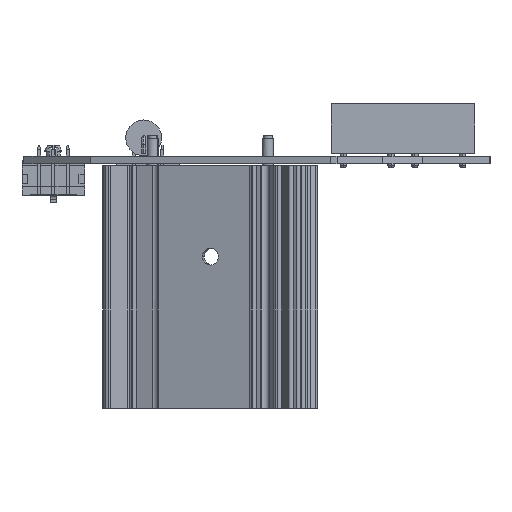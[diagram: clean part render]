
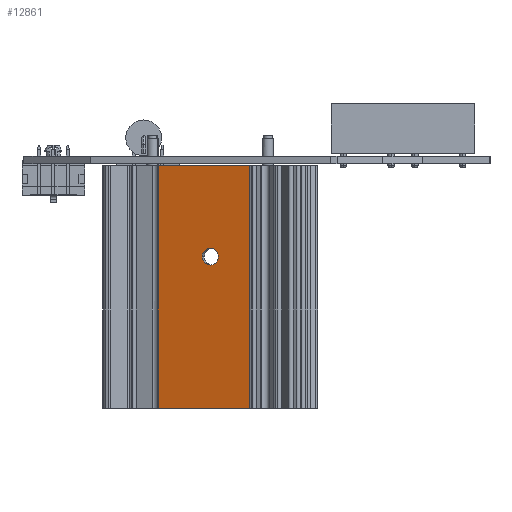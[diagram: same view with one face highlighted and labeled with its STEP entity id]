
A CAD part, left-side view. The second image highlights one B-rep face of the part: STEP entity #12861.
In plain terms, the highlighted face is planar.
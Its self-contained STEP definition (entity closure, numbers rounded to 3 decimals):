
#3283 = PLANE('',#3284);
#3284 = AXIS2_PLACEMENT_3D('',#3285,#3286,#3287);
#3285 = CARTESIAN_POINT('',(5.3,2.7,0.35));
#3286 = DIRECTION('',(0.,0.,1.));
#3287 = DIRECTION('',(1.,0.,0.));
#6791 = CYLINDRICAL_SURFACE('',#6792,1.156);
#6792 = AXIS2_PLACEMENT_3D('',#6793,#6794,#6795);
#6793 = CARTESIAN_POINT('',(-7.4,2.7,0.35));
#6794 = DIRECTION('',(0.,0.,1.));
#6795 = DIRECTION('',(1.,0.,0.));
#6832 = VERTEX_POINT('',#6833);
#6833 = CARTESIAN_POINT('',(-6.244,2.7,0.35));
#6859 = EDGE_CURVE('',#6832,#6860,#6862,.T.);
#6860 = VERTEX_POINT('',#6861);
#6861 = CARTESIAN_POINT('',(16.844,2.7,0.35));
#6862 = SURFACE_CURVE('',#6863,(#6867,#6874),.PCURVE_S1.);
#6863 = LINE('',#6864,#6865);
#6864 = CARTESIAN_POINT('',(-6.244,2.7,0.35));
#6865 = VECTOR('',#6866,1.);
#6866 = DIRECTION('',(1.,0.,0.));
#6867 = PCURVE('',#3283,#6868);
#6868 = DEFINITIONAL_REPRESENTATION('',(#6869),#6873);
#6869 = LINE('',#6870,#6871);
#6870 = CARTESIAN_POINT('',(-11.544,0.));
#6871 = VECTOR('',#6872,1.);
#6872 = DIRECTION('',(1.,0.));
#6873 = ( GEOMETRIC_REPRESENTATION_CONTEXT(2) 
PARAMETRIC_REPRESENTATION_CONTEXT() REPRESENTATION_CONTEXT('2D SPACE',''
  ) );
#6874 = PCURVE('',#6875,#6880);
#6875 = PLANE('',#6876);
#6876 = AXIS2_PLACEMENT_3D('',#6877,#6878,#6879);
#6877 = CARTESIAN_POINT('',(-7.146,2.7,0.35));
#6878 = DIRECTION('',(0.,-1.,0.));
#6879 = DIRECTION('',(1.,0.,0.));
#6880 = DEFINITIONAL_REPRESENTATION('',(#6881),#6885);
#6881 = LINE('',#6882,#6883);
#6882 = CARTESIAN_POINT('',(0.902,0.));
#6883 = VECTOR('',#6884,1.);
#6884 = DIRECTION('',(1.,0.));
#6885 = ( GEOMETRIC_REPRESENTATION_CONTEXT(2) 
PARAMETRIC_REPRESENTATION_CONTEXT() REPRESENTATION_CONTEXT('2D SPACE',''
  ) );
#6908 = CYLINDRICAL_SURFACE('',#6909,1.156);
#6909 = AXIS2_PLACEMENT_3D('',#6910,#6911,#6912);
#6910 = CARTESIAN_POINT('',(18.,2.7,0.35));
#6911 = DIRECTION('',(0.,-0.,-1.));
#6912 = DIRECTION('',(-1.,0.,-0.));
#8295 = PLANE('',#8296);
#8296 = AXIS2_PLACEMENT_3D('',#8297,#8298,#8299);
#8297 = CARTESIAN_POINT('',(5.3,2.7,51.15));
#8298 = DIRECTION('',(0.,0.,1.));
#8299 = DIRECTION('',(1.,0.,0.));
#12013 = CYLINDRICAL_SURFACE('',#12014,1.778);
#12014 = AXIS2_PLACEMENT_3D('',#12015,#12016,#12017);
#12015 = CARTESIAN_POINT('',(5.3,2.7,19.4));
#12016 = DIRECTION('',(0.,-1.,0.));
#12017 = DIRECTION('',(1.,0.,0.));
#12040 = CYLINDRICAL_SURFACE('',#12041,1.778);
#12041 = AXIS2_PLACEMENT_3D('',#12042,#12043,#12044);
#12042 = CARTESIAN_POINT('',(5.3,2.7,19.4));
#12043 = DIRECTION('',(0.,-1.,0.));
#12044 = DIRECTION('',(1.,0.,0.));
#12658 = VERTEX_POINT('',#12659);
#12659 = CARTESIAN_POINT('',(16.844,2.7,51.15));
#12689 = EDGE_CURVE('',#12658,#6860,#12690,.T.);
#12690 = SURFACE_CURVE('',#12691,(#12695,#12702),.PCURVE_S1.);
#12691 = LINE('',#12692,#12693);
#12692 = CARTESIAN_POINT('',(16.844,2.7,51.15));
#12693 = VECTOR('',#12694,1.);
#12694 = DIRECTION('',(0.,-0.,-1.));
#12695 = PCURVE('',#6908,#12696);
#12696 = DEFINITIONAL_REPRESENTATION('',(#12697),#12701);
#12697 = LINE('',#12698,#12699);
#12698 = CARTESIAN_POINT('',(0.,-50.8));
#12699 = VECTOR('',#12700,1.);
#12700 = DIRECTION('',(0.,1.));
#12701 = ( GEOMETRIC_REPRESENTATION_CONTEXT(2) 
PARAMETRIC_REPRESENTATION_CONTEXT() REPRESENTATION_CONTEXT('2D SPACE',''
  ) );
#12702 = PCURVE('',#6875,#12703);
#12703 = DEFINITIONAL_REPRESENTATION('',(#12704),#12708);
#12704 = LINE('',#12705,#12706);
#12705 = CARTESIAN_POINT('',(23.99,50.8));
#12706 = VECTOR('',#12707,1.);
#12707 = DIRECTION('',(0.,-1.));
#12708 = ( GEOMETRIC_REPRESENTATION_CONTEXT(2) 
PARAMETRIC_REPRESENTATION_CONTEXT() REPRESENTATION_CONTEXT('2D SPACE',''
  ) );
#12861 = ADVANCED_FACE('',(#12862,#12910),#6875,.T.);
#12862 = FACE_BOUND('',#12863,.T.);
#12863 = EDGE_LOOP('',(#12864,#12865,#12888,#12909));
#12864 = ORIENTED_EDGE('',*,*,#12689,.F.);
#12865 = ORIENTED_EDGE('',*,*,#12866,.F.);
#12866 = EDGE_CURVE('',#12867,#12658,#12869,.T.);
#12867 = VERTEX_POINT('',#12868);
#12868 = CARTESIAN_POINT('',(-6.244,2.7,51.15));
#12869 = SURFACE_CURVE('',#12870,(#12874,#12881),.PCURVE_S1.);
#12870 = LINE('',#12871,#12872);
#12871 = CARTESIAN_POINT('',(-6.244,2.7,51.15));
#12872 = VECTOR('',#12873,1.);
#12873 = DIRECTION('',(1.,0.,0.));
#12874 = PCURVE('',#6875,#12875);
#12875 = DEFINITIONAL_REPRESENTATION('',(#12876),#12880);
#12876 = LINE('',#12877,#12878);
#12877 = CARTESIAN_POINT('',(0.902,50.8));
#12878 = VECTOR('',#12879,1.);
#12879 = DIRECTION('',(1.,0.));
#12880 = ( GEOMETRIC_REPRESENTATION_CONTEXT(2) 
PARAMETRIC_REPRESENTATION_CONTEXT() REPRESENTATION_CONTEXT('2D SPACE',''
  ) );
#12881 = PCURVE('',#8295,#12882);
#12882 = DEFINITIONAL_REPRESENTATION('',(#12883),#12887);
#12883 = LINE('',#12884,#12885);
#12884 = CARTESIAN_POINT('',(-11.544,0.));
#12885 = VECTOR('',#12886,1.);
#12886 = DIRECTION('',(1.,0.));
#12887 = ( GEOMETRIC_REPRESENTATION_CONTEXT(2) 
PARAMETRIC_REPRESENTATION_CONTEXT() REPRESENTATION_CONTEXT('2D SPACE',''
  ) );
#12888 = ORIENTED_EDGE('',*,*,#12889,.F.);
#12889 = EDGE_CURVE('',#6832,#12867,#12890,.T.);
#12890 = SURFACE_CURVE('',#12891,(#12895,#12902),.PCURVE_S1.);
#12891 = LINE('',#12892,#12893);
#12892 = CARTESIAN_POINT('',(-6.244,2.7,0.35));
#12893 = VECTOR('',#12894,1.);
#12894 = DIRECTION('',(0.,0.,1.));
#12895 = PCURVE('',#6875,#12896);
#12896 = DEFINITIONAL_REPRESENTATION('',(#12897),#12901);
#12897 = LINE('',#12898,#12899);
#12898 = CARTESIAN_POINT('',(0.902,0.));
#12899 = VECTOR('',#12900,1.);
#12900 = DIRECTION('',(0.,1.));
#12901 = ( GEOMETRIC_REPRESENTATION_CONTEXT(2) 
PARAMETRIC_REPRESENTATION_CONTEXT() REPRESENTATION_CONTEXT('2D SPACE',''
  ) );
#12902 = PCURVE('',#6791,#12903);
#12903 = DEFINITIONAL_REPRESENTATION('',(#12904),#12908);
#12904 = LINE('',#12905,#12906);
#12905 = CARTESIAN_POINT('',(0.,0.));
#12906 = VECTOR('',#12907,1.);
#12907 = DIRECTION('',(0.,1.));
#12908 = ( GEOMETRIC_REPRESENTATION_CONTEXT(2) 
PARAMETRIC_REPRESENTATION_CONTEXT() REPRESENTATION_CONTEXT('2D SPACE',''
  ) );
#12909 = ORIENTED_EDGE('',*,*,#6859,.T.);
#12910 = FACE_BOUND('',#12911,.T.);
#12911 = EDGE_LOOP('',(#12912,#12942));
#12912 = ORIENTED_EDGE('',*,*,#12913,.T.);
#12913 = EDGE_CURVE('',#12914,#12916,#12918,.T.);
#12914 = VERTEX_POINT('',#12915);
#12915 = CARTESIAN_POINT('',(3.522,2.7,19.4));
#12916 = VERTEX_POINT('',#12917);
#12917 = CARTESIAN_POINT('',(7.078,2.7,19.4));
#12918 = SURFACE_CURVE('',#12919,(#12924,#12935),.PCURVE_S1.);
#12919 = CIRCLE('',#12920,1.778);
#12920 = AXIS2_PLACEMENT_3D('',#12921,#12922,#12923);
#12921 = CARTESIAN_POINT('',(5.3,2.7,19.4));
#12922 = DIRECTION('',(0.,1.,-0.));
#12923 = DIRECTION('',(-1.,0.,0.));
#12924 = PCURVE('',#6875,#12925);
#12925 = DEFINITIONAL_REPRESENTATION('',(#12926),#12934);
#12926 = ( BOUNDED_CURVE() B_SPLINE_CURVE(2,(#12927,#12928,#12929,#12930
    ,#12931,#12932,#12933),.UNSPECIFIED.,.F.,.F.) 
B_SPLINE_CURVE_WITH_KNOTS((1,2,2,2,2,1),(-2.094,0.,
    2.094,4.189,6.283,8.378),
.UNSPECIFIED.) CURVE() GEOMETRIC_REPRESENTATION_ITEM() 
RATIONAL_B_SPLINE_CURVE((1.,0.5,1.,0.5,1.,0.5,1.)) REPRESENTATION_ITEM(
  '') );
#12927 = CARTESIAN_POINT('',(10.668,19.05));
#12928 = CARTESIAN_POINT('',(10.668,22.13));
#12929 = CARTESIAN_POINT('',(13.335,20.59));
#12930 = CARTESIAN_POINT('',(16.002,19.05));
#12931 = CARTESIAN_POINT('',(13.335,17.51));
#12932 = CARTESIAN_POINT('',(10.668,15.97));
#12933 = CARTESIAN_POINT('',(10.668,19.05));
#12934 = ( GEOMETRIC_REPRESENTATION_CONTEXT(2) 
PARAMETRIC_REPRESENTATION_CONTEXT() REPRESENTATION_CONTEXT('2D SPACE',''
  ) );
#12935 = PCURVE('',#12040,#12936);
#12936 = DEFINITIONAL_REPRESENTATION('',(#12937),#12941);
#12937 = LINE('',#12938,#12939);
#12938 = CARTESIAN_POINT('',(3.142,0.));
#12939 = VECTOR('',#12940,1.);
#12940 = DIRECTION('',(-1.,0.));
#12941 = ( GEOMETRIC_REPRESENTATION_CONTEXT(2) 
PARAMETRIC_REPRESENTATION_CONTEXT() REPRESENTATION_CONTEXT('2D SPACE',''
  ) );
#12942 = ORIENTED_EDGE('',*,*,#12943,.T.);
#12943 = EDGE_CURVE('',#12916,#12914,#12944,.T.);
#12944 = SURFACE_CURVE('',#12945,(#12950,#12961),.PCURVE_S1.);
#12945 = CIRCLE('',#12946,1.778);
#12946 = AXIS2_PLACEMENT_3D('',#12947,#12948,#12949);
#12947 = CARTESIAN_POINT('',(5.3,2.7,19.4));
#12948 = DIRECTION('',(0.,1.,0.));
#12949 = DIRECTION('',(1.,0.,0.));
#12950 = PCURVE('',#6875,#12951);
#12951 = DEFINITIONAL_REPRESENTATION('',(#12952),#12960);
#12952 = ( BOUNDED_CURVE() B_SPLINE_CURVE(2,(#12953,#12954,#12955,#12956
    ,#12957,#12958,#12959),.UNSPECIFIED.,.F.,.F.) 
B_SPLINE_CURVE_WITH_KNOTS((1,2,2,2,2,1),(-2.094,0.,
    2.094,4.189,6.283,8.378),
.UNSPECIFIED.) CURVE() GEOMETRIC_REPRESENTATION_ITEM() 
RATIONAL_B_SPLINE_CURVE((1.,0.5,1.,0.5,1.,0.5,1.)) REPRESENTATION_ITEM(
  '') );
#12953 = CARTESIAN_POINT('',(14.224,19.05));
#12954 = CARTESIAN_POINT('',(14.224,15.97));
#12955 = CARTESIAN_POINT('',(11.557,17.51));
#12956 = CARTESIAN_POINT('',(8.89,19.05));
#12957 = CARTESIAN_POINT('',(11.557,20.59));
#12958 = CARTESIAN_POINT('',(14.224,22.13));
#12959 = CARTESIAN_POINT('',(14.224,19.05));
#12960 = ( GEOMETRIC_REPRESENTATION_CONTEXT(2) 
PARAMETRIC_REPRESENTATION_CONTEXT() REPRESENTATION_CONTEXT('2D SPACE',''
  ) );
#12961 = PCURVE('',#12013,#12962);
#12962 = DEFINITIONAL_REPRESENTATION('',(#12963),#12967);
#12963 = LINE('',#12964,#12965);
#12964 = CARTESIAN_POINT('',(6.283,0.));
#12965 = VECTOR('',#12966,1.);
#12966 = DIRECTION('',(-1.,0.));
#12967 = ( GEOMETRIC_REPRESENTATION_CONTEXT(2) 
PARAMETRIC_REPRESENTATION_CONTEXT() REPRESENTATION_CONTEXT('2D SPACE',''
  ) );
